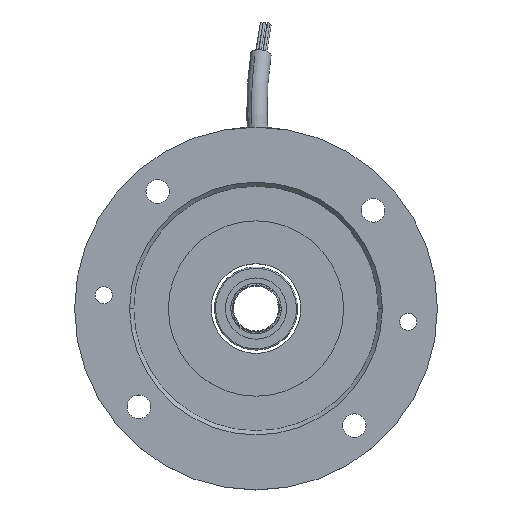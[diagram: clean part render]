
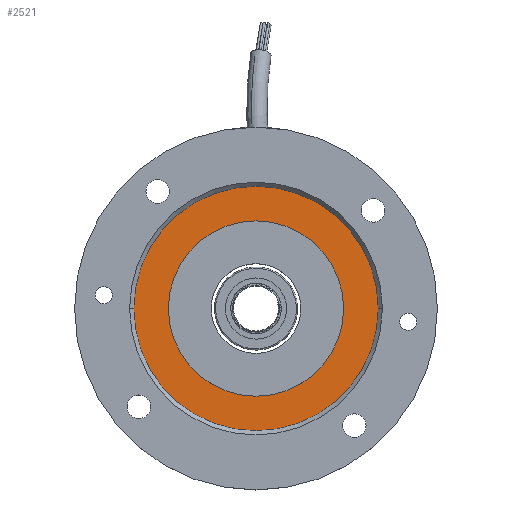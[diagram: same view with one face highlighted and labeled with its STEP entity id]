
A CAD part, top view. The second image highlights one B-rep face of the part: STEP entity #2521.
In plain terms, the highlighted planar face has unit normal (0, 0, 1).
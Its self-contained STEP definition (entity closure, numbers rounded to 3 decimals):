
#241 = CARTESIAN_POINT ( 'NONE',  ( -6.493, 22.803, -3. ) ) ;
#383 = EDGE_CURVE ( 'NONE', #616, #1099, #3496, .T. ) ;
#505 = VERTEX_POINT ( 'NONE', #4942 ) ;
#515 = DIRECTION ( 'NONE',  ( 0., 0., 1. ) ) ;
#564 = DIRECTION ( 'NONE',  ( 1., 0., 0. ) ) ;
#567 = ORIENTED_EDGE ( 'NONE', *, *, #2751, .F. ) ;
#616 = VERTEX_POINT ( 'NONE', #2802 ) ;
#814 = AXIS2_PLACEMENT_3D ( 'NONE', #3266, #5015, #1145 ) ;
#955 = EDGE_LOOP ( 'NONE', ( #3721, #3281 ) ) ;
#1022 = DIRECTION ( 'NONE',  ( 0., 0., 1. ) ) ;
#1064 = AXIS2_PLACEMENT_3D ( 'NONE', #3576, #1022, #3613 ) ;
#1080 = FACE_OUTER_BOUND ( 'NONE', #955, .T. ) ;
#1099 = VERTEX_POINT ( 'NONE', #241 ) ;
#1145 = DIRECTION ( 'NONE',  ( 1., 0., 0. ) ) ;
#1325 = VERTEX_POINT ( 'NONE', #3109 ) ;
#1427 = AXIS2_PLACEMENT_3D ( 'NONE', #3185, #3570, #564 ) ;
#1500 = EDGE_LOOP ( 'NONE', ( #567, #3902 ) ) ;
#2042 = DIRECTION ( 'NONE',  ( 1., 0., 0. ) ) ;
#2093 = CARTESIAN_POINT ( 'NONE',  ( -27.993, 22.803, -3. ) ) ;
#2179 = DIRECTION ( 'NONE',  ( 1., 0., 0. ) ) ;
#2521 = ADVANCED_FACE ( 'NONE', ( #4511, #1080 ), #4483, .T. ) ;
#2596 = CIRCLE ( 'NONE', #3949, 30. ) ;
#2664 = EDGE_CURVE ( 'NONE', #1325, #505, #2596, .T. ) ;
#2683 = CARTESIAN_POINT ( 'NONE',  ( -27.993, 22.803, -3. ) ) ;
#2751 = EDGE_CURVE ( 'NONE', #1099, #616, #5427, .T. ) ;
#2802 = CARTESIAN_POINT ( 'NONE',  ( -49.493, 22.803, -3. ) ) ;
#3109 = CARTESIAN_POINT ( 'NONE',  ( -57.993, 22.803, -3. ) ) ;
#3185 = CARTESIAN_POINT ( 'NONE',  ( -27.993, 22.803, -3. ) ) ;
#3266 = CARTESIAN_POINT ( 'NONE',  ( -27.993, 22.803, -3. ) ) ;
#3281 = ORIENTED_EDGE ( 'NONE', *, *, #2664, .T. ) ;
#3496 = CIRCLE ( 'NONE', #814, 21.5 ) ;
#3570 = DIRECTION ( 'NONE',  ( 0., 0., 1. ) ) ;
#3576 = CARTESIAN_POINT ( 'NONE',  ( -27.993, 22.803, -3. ) ) ;
#3613 = DIRECTION ( 'NONE',  ( 1., 0., 0. ) ) ;
#3721 = ORIENTED_EDGE ( 'NONE', *, *, #4403, .T. ) ;
#3902 = ORIENTED_EDGE ( 'NONE', *, *, #383, .F. ) ;
#3949 = AXIS2_PLACEMENT_3D ( 'NONE', #2683, #515, #2179 ) ;
#4403 = EDGE_CURVE ( 'NONE', #505, #1325, #5321, .T. ) ;
#4483 = PLANE ( 'NONE',  #1064 ) ;
#4511 = FACE_BOUND ( 'NONE', #1500, .T. ) ;
#4670 = DIRECTION ( 'NONE',  ( 0., 0., 1. ) ) ;
#4709 = AXIS2_PLACEMENT_3D ( 'NONE', #2093, #4670, #2042 ) ;
#4942 = CARTESIAN_POINT ( 'NONE',  ( 2.007, 22.803, -3. ) ) ;
#5015 = DIRECTION ( 'NONE',  ( 0., 0., 1. ) ) ;
#5321 = CIRCLE ( 'NONE', #4709, 30. ) ;
#5427 = CIRCLE ( 'NONE', #1427, 21.5 ) ;
